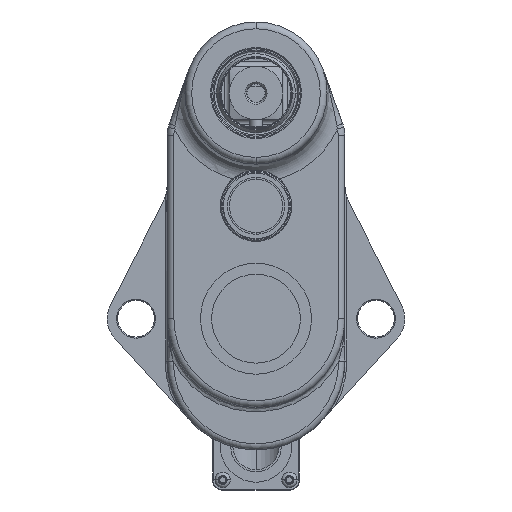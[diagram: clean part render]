
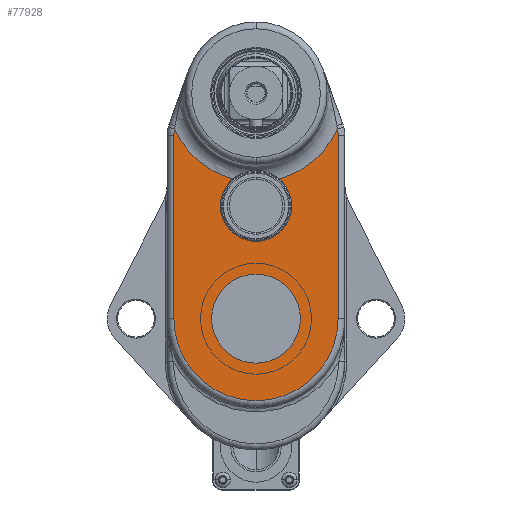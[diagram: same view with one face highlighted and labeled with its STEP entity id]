
A CAD part, left-side view. The second image highlights one B-rep face of the part: STEP entity #77928.
In plain terms, the highlighted planar face has unit normal (-1, 0, 0).
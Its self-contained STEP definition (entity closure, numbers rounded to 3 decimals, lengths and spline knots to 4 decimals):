
#76815=CARTESIAN_POINT('',(-20.0929,0.005,0.));
#76816=DIRECTION('',(1.,0.,0.));
#76817=DIRECTION('',(0.,0.,1.));
#76818=AXIS2_PLACEMENT_3D('',#76815,#76816,#76817);
#76820=CARTESIAN_POINT('',(-20.0929,0.005,0.));
#76821=DIRECTION('',(1.,0.,0.));
#76822=DIRECTION('',(0.,0.,-1.));
#76823=AXIS2_PLACEMENT_3D('',#76820,#76821,#76822);
#76825=CARTESIAN_POINT('',(-20.0929,0.005,1.587));
#76826=DIRECTION('',(-1.,0.,0.));
#76827=DIRECTION('',(0.,0.65,0.76));
#76828=AXIS2_PLACEMENT_3D('',#76825,#76826,#76827);
#76830=CARTESIAN_POINT('',(-20.0929,0.005,1.587));
#76831=DIRECTION('',(-1.,0.,0.));
#76832=DIRECTION('',(0.,0.,-1.));
#76833=AXIS2_PLACEMENT_3D('',#76830,#76831,#76832);
#76853=CARTESIAN_POINT('',(-20.0929,0.755,2.5753));
#76854=DIRECTION('',(-1.,0.,0.));
#76855=DIRECTION('',(0.,0.972,0.233));
#76856=AXIS2_PLACEMENT_3D('',#76853,#76854,#76855);
#76868=DIRECTION('',(0.,0.,-1.));
#76869=VECTOR('',#76868,2.5753);
#76870=CARTESIAN_POINT('',(-20.0929,1.16,2.5753));
#76871=LINE('',#76870,#76869);
#76881=CARTESIAN_POINT('',(-20.0929,0.005,0.));
#76882=DIRECTION('',(-1.,0.,0.));
#76883=DIRECTION('',(0.,1.,0.));
#76884=AXIS2_PLACEMENT_3D('',#76881,#76882,#76883);
#76896=DIRECTION('',(0.,0.,1.));
#76897=VECTOR('',#76896,2.5753);
#76898=CARTESIAN_POINT('',(-20.0929,-1.15,0.));
#76899=LINE('',#76898,#76897);
#76909=CARTESIAN_POINT('',(-20.0929,-0.745,2.5753));
#76910=DIRECTION('',(-1.,0.,0.));
#76911=DIRECTION('',(0.,-1.,0.));
#76912=AXIS2_PLACEMENT_3D('',#76909,#76910,#76911);
#76951=CARTESIAN_POINT('',(-20.0929,0.005,3.174));
#76952=DIRECTION('',(-1.,0.,0.));
#76953=DIRECTION('',(0.,-0.26,-0.966));
#76954=AXIS2_PLACEMENT_3D('',#76951,#76952,#76953);
#76976=CARTESIAN_POINT('',(-20.0929,0.005,3.174));
#76977=DIRECTION('',(-1.,0.,0.));
#76978=DIRECTION('',(0.,0.915,-0.403));
#76979=AXIS2_PLACEMENT_3D('',#76976,#76977,#76978);
#77758=CARTESIAN_POINT('',(-20.0929,0.33,1.967));
#77759=CARTESIAN_POINT('',(-20.0929,0.005,1.087));
#77760=VERTEX_POINT('',#77758);
#77761=VERTEX_POINT('',#77759);
#77762=CARTESIAN_POINT('',(-20.0929,-0.32,1.967));
#77763=VERTEX_POINT('',#77762);
#77768=CARTESIAN_POINT('',(-20.0929,0.005,0.625));
#77769=CARTESIAN_POINT('',(-20.0929,0.005,-0.625));
#77770=VERTEX_POINT('',#77768);
#77771=VERTEX_POINT('',#77769);
#77859=CARTESIAN_POINT('',(-20.0929,1.1488,2.6698));
#77860=CARTESIAN_POINT('',(-20.0929,1.16,2.5753));
#77861=VERTEX_POINT('',#77859);
#77862=VERTEX_POINT('',#77860);
#77867=CARTESIAN_POINT('',(-20.0929,1.16,0.));
#77868=VERTEX_POINT('',#77867);
#77871=CARTESIAN_POINT('',(-20.0929,-1.15,0.));
#77872=VERTEX_POINT('',#77871);
#77875=CARTESIAN_POINT('',(-20.0929,-1.15,2.5753));
#77876=VERTEX_POINT('',#77875);
#77879=CARTESIAN_POINT('',(-20.0929,-1.1388,2.6698));
#77880=VERTEX_POINT('',#77879);
#77897=CARTESIAN_POINT('',(-20.0929,0.005,0.));
#77898=DIRECTION('',(-1.,0.,0.));
#77899=DIRECTION('',(0.,1.,0.));
#77900=AXIS2_PLACEMENT_3D('',#77897,#77898,#77899);
#77901=PLANE('',#77900);
#77903=ORIENTED_EDGE('',*,*,#77902,.F.);
#77905=ORIENTED_EDGE('',*,*,#77904,.T.);
#77907=ORIENTED_EDGE('',*,*,#77906,.T.);
#77909=ORIENTED_EDGE('',*,*,#77908,.T.);
#77911=ORIENTED_EDGE('',*,*,#77910,.T.);
#77913=ORIENTED_EDGE('',*,*,#77912,.F.);
#77915=ORIENTED_EDGE('',*,*,#77914,.F.);
#77917=ORIENTED_EDGE('',*,*,#77916,.F.);
#77919=ORIENTED_EDGE('',*,*,#77918,.F.);
#77920=EDGE_LOOP('',(#77903,#77905,#77907,#77909,#77911,#77913,#77915,#77917,
#77919));
#77921=FACE_OUTER_BOUND('',#77920,.F.);
#77923=ORIENTED_EDGE('',*,*,#77922,.F.);
#77925=ORIENTED_EDGE('',*,*,#77924,.F.);
#77926=EDGE_LOOP('',(#77923,#77925));
#77927=FACE_BOUND('',#77926,.F.);
#77928=ADVANCED_FACE('',(#77921,#77927),#77901,.T.);
#76819=CIRCLE('',#76818,0.625);
#76824=CIRCLE('',#76823,0.625);
#76829=CIRCLE('',#76828,0.5);
#76834=CIRCLE('',#76833,0.5);
#76857=CIRCLE('',#76856,0.405);
#76885=CIRCLE('',#76884,1.155);
#76913=CIRCLE('',#76912,0.405);
#76955=CIRCLE('',#76954,1.25);
#76980=CIRCLE('',#76979,1.25);
#77902=EDGE_CURVE('',#77861,#77862,#76857,.T.);
#77904=EDGE_CURVE('',#77861,#77760,#76980,.T.);
#77906=EDGE_CURVE('',#77760,#77761,#76829,.T.);
#77908=EDGE_CURVE('',#77761,#77763,#76834,.T.);
#77910=EDGE_CURVE('',#77763,#77880,#76955,.T.);
#77912=EDGE_CURVE('',#77876,#77880,#76913,.T.);
#77914=EDGE_CURVE('',#77872,#77876,#76899,.T.);
#77916=EDGE_CURVE('',#77868,#77872,#76885,.T.);
#77918=EDGE_CURVE('',#77862,#77868,#76871,.T.);
#77922=EDGE_CURVE('',#77770,#77771,#76819,.T.);
#77924=EDGE_CURVE('',#77771,#77770,#76824,.T.);
